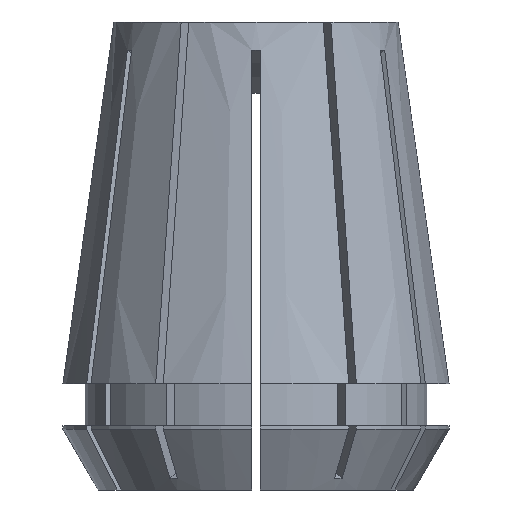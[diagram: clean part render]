
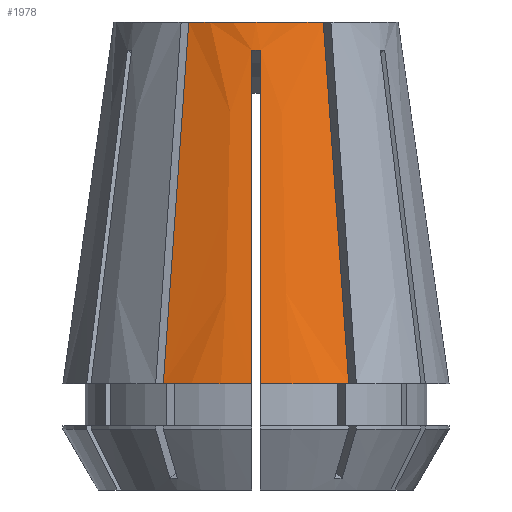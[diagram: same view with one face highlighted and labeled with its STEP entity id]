
A CAD part, front view. The second image highlights one B-rep face of the part: STEP entity #1978.
In plain terms, the highlighted conical face has half-angle 8 degrees and reference radius 16.5 mm.
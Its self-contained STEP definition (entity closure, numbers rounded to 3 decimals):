
#56 = EDGE_CURVE ( 'NONE', #2508, #1240, #1482, .T. ) ;
#101 = CARTESIAN_POINT ( 'NONE',  ( -7.466, -13.681, -24.391 ) ) ;
#108 = CARTESIAN_POINT ( 'NONE',  ( 0.375, -13.825, -11.902 ) ) ;
#116 = CARTESIAN_POINT ( 'NONE',  ( 0.375, -12.49, -2.403 ) ) ;
#125 = VERTEX_POINT ( 'NONE', #3487 ) ;
#180 = CARTESIAN_POINT ( 'NONE',  ( -0.375, -15.161, -21.401 ) ) ;
#193 = CARTESIAN_POINT ( 'NONE',  ( -0.375, -16.496, -30.9 ) ) ;
#205 = CARTESIAN_POINT ( 'NONE',  ( -7.923, -14.474, -30.9 ) ) ;
#254 = CARTESIAN_POINT ( 'NONE',  ( -5.751, -10.711, 0. ) ) ;
#376 = ORIENTED_EDGE ( 'NONE', *, *, #1877, .T. ) ;
#475 = CARTESIAN_POINT ( 'NONE',  ( -0.375, -13.825, -11.902 ) ) ;
#558 = EDGE_CURVE ( 'NONE', #2508, #3968, #2540, .T. ) ;
#623 = ORIENTED_EDGE ( 'NONE', *, *, #2363, .T. ) ;
#647 = CARTESIAN_POINT ( 'NONE',  ( -0.375, -12.49, -2.403 ) ) ;
#694 = CARTESIAN_POINT ( 'NONE',  ( 5.751, -10.711, 0. ) ) ;
#733 = CARTESIAN_POINT ( 'NONE',  ( -0.125, -12.497, -2.399 ) ) ;
#906 = ORIENTED_EDGE ( 'NONE', *, *, #3459, .T. ) ;
#958 = CARTESIAN_POINT ( 'NONE',  ( 7.695, -14.077, -27.645 ) ) ;
#1026 = CARTESIAN_POINT ( 'NONE',  ( 0.375, -16.496, -30.9 ) ) ;
#1101 = DIRECTION ( 'NONE',  ( 1., 0., 0. ) ) ;
#1137 = B_SPLINE_CURVE_WITH_KNOTS ( 'NONE', 3,
 ( #2994, #2984, #1209, #1172, #1460, #958, #1441 ),
 .UNSPECIFIED., .F., .F.,
 ( 4, 3, 4 ),
 ( 0., 0.021, 0.031 ),
 .UNSPECIFIED. ) ;
#1155 = VERTEX_POINT ( 'NONE', #2231 ) ;
#1172 = CARTESIAN_POINT ( 'NONE',  ( 7.237, -13.285, -21.136 ) ) ;
#1209 = CARTESIAN_POINT ( 'NONE',  ( 6.742, -12.427, -14.091 ) ) ;
#1224 = CIRCLE ( 'NONE', #2587, 16.5 ) ;
#1240 = VERTEX_POINT ( 'NONE', #205 ) ;
#1289 = ORIENTED_EDGE ( 'NONE', *, *, #1679, .T. ) ;
#1358 = AXIS2_PLACEMENT_3D ( 'NONE', #2079, #1514, #1101 ) ;
#1360 = VERTEX_POINT ( 'NONE', #1516 ) ;
#1425 = EDGE_CURVE ( 'NONE', #3968, #1360, #1137, .T. ) ;
#1429 = DIRECTION ( 'NONE',  ( 0., 0., 1. ) ) ;
#1441 = CARTESIAN_POINT ( 'NONE',  ( 7.923, -14.474, -30.9 ) ) ;
#1460 = CARTESIAN_POINT ( 'NONE',  ( 7.466, -13.681, -24.391 ) ) ;
#1482 = B_SPLINE_CURVE_WITH_KNOTS ( 'NONE', 3,
 ( #2648, #2432, #2029, #3066, #101, #1638, #2262 ),
 .UNSPECIFIED., .F., .F.,
 ( 4, 3, 4 ),
 ( 0., 0.021, 0.031 ),
 .UNSPECIFIED. ) ;
#1505 = EDGE_LOOP ( 'NONE', ( #3073, #2455, #1861, #623, #376, #906, #2023, #1289 ) ) ;
#1514 = DIRECTION ( 'NONE',  ( 0., 0., 1. ) ) ;
#1516 = CARTESIAN_POINT ( 'NONE',  ( 7.923, -14.474, -30.9 ) ) ;
#1638 = CARTESIAN_POINT ( 'NONE',  ( -7.695, -14.077, -27.645 ) ) ;
#1671 = CARTESIAN_POINT ( 'NONE',  ( -0.375, -12.49, -2.403 ) ) ;
#1679 = EDGE_CURVE ( 'NONE', #1155, #1360, #1224, .T. ) ;
#1680 = VERTEX_POINT ( 'NONE', #2388 ) ;
#1861 = ORIENTED_EDGE ( 'NONE', *, *, #56, .T. ) ;
#1877 = EDGE_CURVE ( 'NONE', #1680, #125, #2730, .T. ) ;
#1908 = CONICAL_SURFACE ( 'NONE', #3531, 16.5, 0.14 ) ;
#1928 = VERTEX_POINT ( 'NONE', #2390 ) ;
#1968 = CARTESIAN_POINT ( 'NONE',  ( 0.375, -15.161, -21.401 ) ) ;
#1978 = ADVANCED_FACE ( 'NONE', ( #2812 ), #1908, .T. ) ;
#1982 = CARTESIAN_POINT ( 'NONE',  ( 0.125, -12.497, -2.399 ) ) ;
#2023 = ORIENTED_EDGE ( 'NONE', *, *, #2778, .F. ) ;
#2029 = CARTESIAN_POINT ( 'NONE',  ( -6.742, -12.427, -14.091 ) ) ;
#2079 = CARTESIAN_POINT ( 'NONE',  ( 0., 0., 0. ) ) ;
#2231 = CARTESIAN_POINT ( 'NONE',  ( 0.375, -16.496, -30.9 ) ) ;
#2262 = CARTESIAN_POINT ( 'NONE',  ( -7.923, -14.474, -30.9 ) ) ;
#2268 = CARTESIAN_POINT ( 'NONE',  ( 0.375, -12.49, -2.403 ) ) ;
#2363 = EDGE_CURVE ( 'NONE', #1240, #1680, #3468, .T. ) ;
#2388 = CARTESIAN_POINT ( 'NONE',  ( -0.375, -16.496, -30.9 ) ) ;
#2390 = CARTESIAN_POINT ( 'NONE',  ( 0.375, -12.49, -2.403 ) ) ;
#2432 = CARTESIAN_POINT ( 'NONE',  ( -6.246, -11.569, -7.045 ) ) ;
#2455 = ORIENTED_EDGE ( 'NONE', *, *, #558, .F. ) ;
#2508 = VERTEX_POINT ( 'NONE', #254 ) ;
#2540 = CIRCLE ( 'NONE', #1358, 12.158 ) ;
#2587 = AXIS2_PLACEMENT_3D ( 'NONE', #2608, #2672, #2698 ) ;
#2608 = CARTESIAN_POINT ( 'NONE',  ( 0., 0., -30.9 ) ) ;
#2648 = CARTESIAN_POINT ( 'NONE',  ( -5.751, -10.711, 0. ) ) ;
#2672 = DIRECTION ( 'NONE',  ( 0., 0., 1. ) ) ;
#2698 = DIRECTION ( 'NONE',  ( 1., 0., 0. ) ) ;
#2730 = B_SPLINE_CURVE_WITH_KNOTS ( 'NONE', 3,
 ( #193, #180, #475, #647 ),
 .UNSPECIFIED., .F., .F.,
 ( 4, 4 ),
 ( 0.024, 0.052 ),
 .UNSPECIFIED. ) ;
#2778 = EDGE_CURVE ( 'NONE', #1155, #1928, #3174, .T. ) ;
#2812 = FACE_OUTER_BOUND ( 'NONE', #1505, .T. ) ;
#2932 = DIRECTION ( 'NONE',  ( -1., 0., 0. ) ) ;
#2984 = CARTESIAN_POINT ( 'NONE',  ( 6.246, -11.569, -7.045 ) ) ;
#2994 = CARTESIAN_POINT ( 'NONE',  ( 5.751, -10.711, 0. ) ) ;
#3066 = CARTESIAN_POINT ( 'NONE',  ( -7.237, -13.285, -21.136 ) ) ;
#3073 = ORIENTED_EDGE ( 'NONE', *, *, #1425, .F. ) ;
#3174 = B_SPLINE_CURVE_WITH_KNOTS ( 'NONE', 3,
 ( #1026, #1968, #108, #2268 ),
 .UNSPECIFIED., .F., .F.,
 ( 4, 4 ),
 ( 0.024, 0.052 ),
 .UNSPECIFIED. ) ;
#3261 = CARTESIAN_POINT ( 'NONE',  ( 0., 0., -30.9 ) ) ;
#3295 = CARTESIAN_POINT ( 'NONE',  ( 0., 0., -30.9 ) ) ;
#3319 = DIRECTION ( 'NONE',  ( 0., 0., -1. ) ) ;
#3459 = EDGE_CURVE ( 'NONE', #125, #1928, #3512, .T. ) ;
#3468 = CIRCLE ( 'NONE', #3855, 16.5 ) ;
#3487 = CARTESIAN_POINT ( 'NONE',  ( -0.375, -12.49, -2.403 ) ) ;
#3512 = B_SPLINE_CURVE_WITH_KNOTS ( 'NONE', 3,
 ( #1671, #733, #1982, #116 ),
 .UNSPECIFIED., .F., .F.,
 ( 4, 4 ),
 ( 0., 0.001 ),
 .UNSPECIFIED. ) ;
#3531 = AXIS2_PLACEMENT_3D ( 'NONE', #3295, #3319, #2932 ) ;
#3569 = DIRECTION ( 'NONE',  ( 1., 0., 0. ) ) ;
#3855 = AXIS2_PLACEMENT_3D ( 'NONE', #3261, #1429, #3569 ) ;
#3968 = VERTEX_POINT ( 'NONE', #694 ) ;
